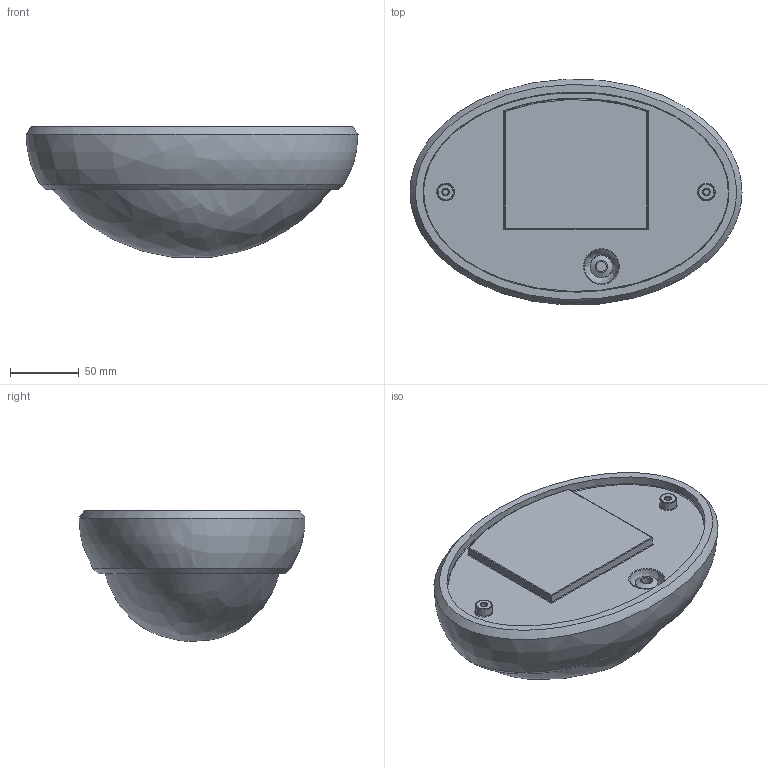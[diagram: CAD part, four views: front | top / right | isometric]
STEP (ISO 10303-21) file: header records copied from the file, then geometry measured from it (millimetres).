
FILE_DESCRIPTION (( 'STEP AP203' ), '1' );
FILE_NAME ('LDPO0-3040D-12-4500-K01 Ñâåòèëüíèê ñâåòîäèîäíûé ÄÏÎ 3040Ä 12Âò 4500K IP54 îâàë áåëûé ïëàñòèê ñ ÄÄ IEK.STEP', '2018-01-22T08:46:46', ( '' ), ( '' ), 'SwSTEP 2.0', 'SolidWorks 2014', '' );
FILE_SCHEMA (( 'CONFIG_CONTROL_DESIGN' ));
Length unit declared in the file: millimetre
Products named in the file (1): LDPO0-3040D-12-4500-K01 Ñâåòèëüíèê ñâåòîäèîäíûé ÄÏÎ 3040Ä 12Âò 4500K IP54 îâàë áåëûé ïëàñòèê ñ ÄÄ IEK
Bounding box: 242 x 164.71 x 95.23 mm (x, y, z)
Volume: 355970.5 mm3; surface area: 218201.4 mm2
Topology: 1 solids, 2 shells, 50 faces, 98 edges, 60 vertices
Faces by surface type: bspline 24, plane 13, cylinder 12, cone 1
Full cylindrical faces by diameter (mm): 4.4 x2, 7.4 x1, 12 x2, 16.5 x1
Entity records: 12854 total; most frequent: CARTESIAN_POINT 12047, ORIENTED_EDGE 130, DIRECTION 102, EDGE_LOOP 88, FACE_OUTER_BOUND 75, EDGE_CURVE 65, VERTEX_POINT 53, ADVANCED_FACE 50
